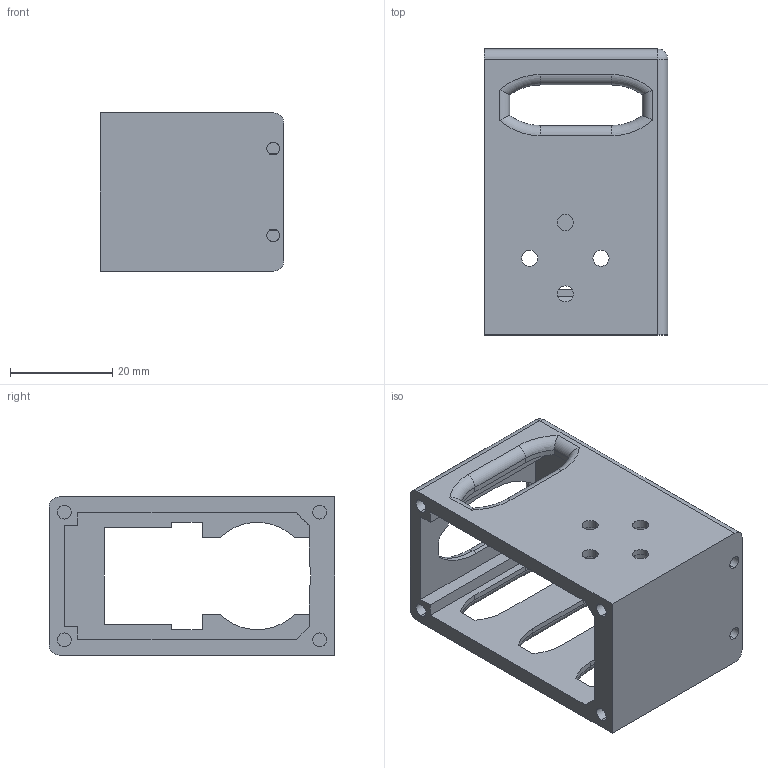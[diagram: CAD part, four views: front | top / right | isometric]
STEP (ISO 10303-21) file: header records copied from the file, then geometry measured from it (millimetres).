
FILE_DESCRIPTION (( 'STEP AP214' ), '1' );
FILE_NAME ('SAM_gripper_leader_pas_up.STEP', '2025-01-06T22:58:18', ( '' ), ( '' ), 'SwSTEP 2.0', 'SolidWorks 2023', '' );
FILE_SCHEMA (( 'AUTOMOTIVE_DESIGN' ));
Length unit declared in the file: millimetre
Products named in the file (1): SAM_gripper_leader_pas_up
Bounding box: 36 x 56 x 31 mm (x, y, z)
Volume: 17893 mm3; surface area: 12075.8 mm2
Topology: 1 solids, 1 shells, 232 faces, 589 edges, 349 vertices
Faces by surface type: cylinder 114, plane 64, torus 32, bspline 14, cone 6, sphere 2
Entity records: 7487 total; most frequent: CARTESIAN_POINT 1927, DIRECTION 1190, ORIENTED_EDGE 1154, EDGE_CURVE 577, AXIS2_PLACEMENT_3D 448, VERTEX_POINT 349, LINE 294, VECTOR 294
